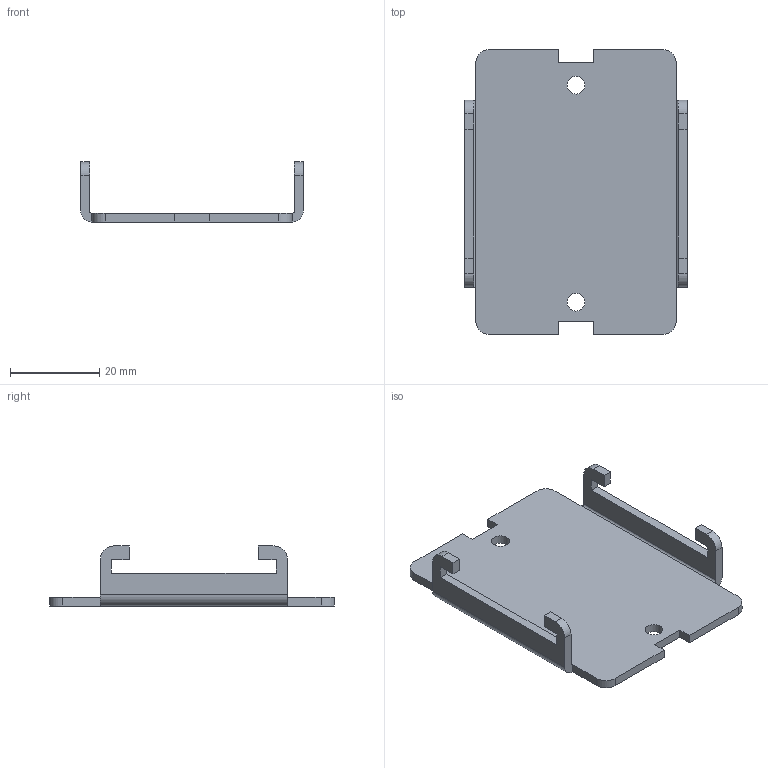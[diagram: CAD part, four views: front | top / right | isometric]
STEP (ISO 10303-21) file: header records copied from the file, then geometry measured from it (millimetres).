
FILE_DESCRIPTION(/* description */ (''),/* implementation_level */ '2;1');
FILE_NAME(/* name */ 'SSR Mount Bracket.step',/* time_stamp */ '2022-06-09T10:06:57-04:00',/* author */ (''),/* organization */ (''),/* preprocessor_version */ 'ST-DEVELOPER v19',/* originating_system */ 'Autodesk Translation Framework v11.7.0.108',/* authorisation */ '');
FILE_SCHEMA (('AUTOMOTIVE_DESIGN { 1 0 10303 214 3 1 1 }'));
Length unit declared in the file: millimetre
Products named in the file (1): SSR Mount Bracket (1)
Bounding box: 50 x 64 x 13.5 mm (x, y, z)
Volume: 7023.5 mm3; surface area: 7732.8 mm2
Topology: 1 solids, 1 shells, 56 faces, 154 edges, 100 vertices
Faces by surface type: plane 42, cylinder 14
Full cylindrical faces by diameter (mm): 4 x2
Entity records: 1803 total; most frequent: CARTESIAN_POINT 311, ORIENTED_EDGE 308, DIRECTION 296, EDGE_CURVE 154, LINE 126, VECTOR 126, VERTEX_POINT 100, AXIS2_PLACEMENT_3D 85
